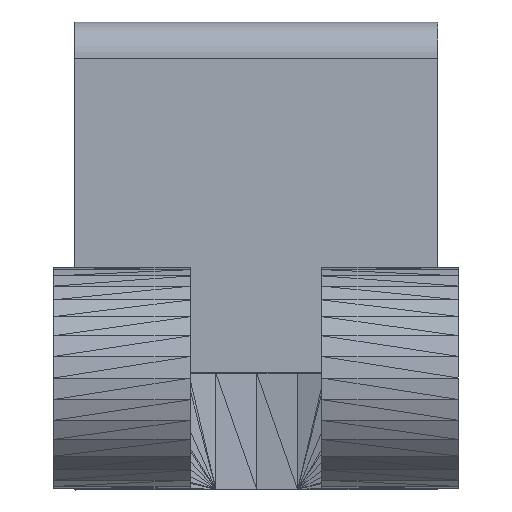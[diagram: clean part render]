
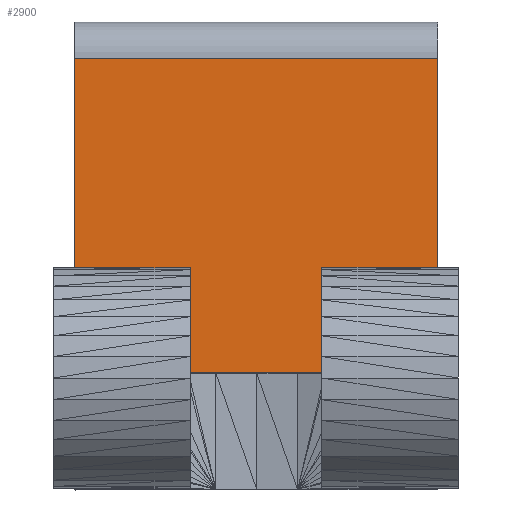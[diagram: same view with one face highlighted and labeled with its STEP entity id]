
A CAD part, front view. The second image highlights one B-rep face of the part: STEP entity #2900.
In plain terms, the highlighted planar face has unit normal (0, -1, 0).
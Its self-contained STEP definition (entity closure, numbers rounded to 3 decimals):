
#292 = CARTESIAN_POINT ( 'NONE',  ( 669.065, 980.485, 25.265 ) ) ;
#369 = EDGE_CURVE ( 'NONE', #16392, #3697, #18956, .T. ) ;
#587 = VECTOR ( 'NONE', #18725, 1000. ) ;
#719 = ORIENTED_EDGE ( 'NONE', *, *, #2039, .F. ) ;
#1021 = CARTESIAN_POINT ( 'NONE',  ( 669.065, 980.485, 15.535 ) ) ;
#1627 = CARTESIAN_POINT ( 'NONE',  ( 679.15, 980.485, 25.265 ) ) ;
#1992 = ORIENTED_EDGE ( 'NONE', *, *, #19109, .F. ) ;
#2009 = AXIS2_PLACEMENT_3D ( 'NONE', #292, #11004, #21281 ) ;
#2021 = PLANE ( 'NONE',  #2009 ) ;
#2039 = EDGE_CURVE ( 'NONE', #4948, #17084, #7159, .T. ) ;
#2091 = ORIENTED_EDGE ( 'NONE', *, *, #369, .T. ) ;
#2900 = ADVANCED_FACE ( 'NONE', ( #7218 ), #2021, .F. ) ;
#2993 = VECTOR ( 'NONE', #8377, 1000. ) ;
#3352 = DIRECTION ( 'NONE',  ( 0., 0., -1. ) ) ;
#3697 = VERTEX_POINT ( 'NONE', #9815 ) ;
#4420 = VECTOR ( 'NONE', #22150, 1000. ) ;
#4948 = VERTEX_POINT ( 'NONE', #20992 ) ;
#5019 = ORIENTED_EDGE ( 'NONE', *, *, #10317, .T. ) ;
#5986 = LINE ( 'NONE', #11172, #22468 ) ;
#6071 = ORIENTED_EDGE ( 'NONE', *, *, #7981, .F. ) ;
#7159 = LINE ( 'NONE', #8877, #19543 ) ;
#7218 = FACE_OUTER_BOUND ( 'NONE', #20996, .T. ) ;
#7981 = EDGE_CURVE ( 'NONE', #13594, #4948, #12933, .T. ) ;
#8346 = EDGE_CURVE ( 'NONE', #11975, #20224, #5986, .T. ) ;
#8377 = DIRECTION ( 'NONE',  ( 0., 0., -1. ) ) ;
#8433 = LINE ( 'NONE', #1627, #8773 ) ;
#8773 = VECTOR ( 'NONE', #3352, 1000. ) ;
#8877 = CARTESIAN_POINT ( 'NONE',  ( 676.628, 980.485, 15.535 ) ) ;
#9107 = VECTOR ( 'NONE', #20805, 1000. ) ;
#9815 = CARTESIAN_POINT ( 'NONE',  ( 669.065, 980.485, 24.265 ) ) ;
#9850 = LINE ( 'NONE', #18620, #9107 ) ;
#10317 = EDGE_CURVE ( 'NONE', #20224, #17084, #9850, .T. ) ;
#10389 = DIRECTION ( 'NONE',  ( -1., 0., 0. ) ) ;
#11004 = DIRECTION ( 'NONE',  ( 0., 1., 0. ) ) ;
#11172 = CARTESIAN_POINT ( 'NONE',  ( 669.065, 980.485, 15.535 ) ) ;
#11283 = DIRECTION ( 'NONE',  ( 1., 0., 0. ) ) ;
#11975 = VERTEX_POINT ( 'NONE', #1021 ) ;
#12471 = EDGE_CURVE ( 'NONE', #3697, #11975, #20489, .T. ) ;
#12933 = LINE ( 'NONE', #15108, #4420 ) ;
#13583 = CARTESIAN_POINT ( 'NONE',  ( 679.15, 980.485, 15.535 ) ) ;
#13594 = VERTEX_POINT ( 'NONE', #13583 ) ;
#13651 = CARTESIAN_POINT ( 'NONE',  ( 669.065, 980.485, 24.265 ) ) ;
#15108 = CARTESIAN_POINT ( 'NONE',  ( 679.15, 980.485, 15.535 ) ) ;
#16392 = VERTEX_POINT ( 'NONE', #18203 ) ;
#17084 = VERTEX_POINT ( 'NONE', #21958 ) ;
#18203 = CARTESIAN_POINT ( 'NONE',  ( 679.15, 980.485, 24.265 ) ) ;
#18620 = CARTESIAN_POINT ( 'NONE',  ( 671.586, 980.485, 15.535 ) ) ;
#18725 = DIRECTION ( 'NONE',  ( -1., 0., 0. ) ) ;
#18956 = LINE ( 'NONE', #13651, #587 ) ;
#19046 = CARTESIAN_POINT ( 'NONE',  ( 671.586, 980.485, 15.535 ) ) ;
#19109 = EDGE_CURVE ( 'NONE', #16392, #13594, #8433, .T. ) ;
#19112 = ORIENTED_EDGE ( 'NONE', *, *, #12471, .T. ) ;
#19543 = VECTOR ( 'NONE', #10389, 1000. ) ;
#20224 = VERTEX_POINT ( 'NONE', #19046 ) ;
#20489 = LINE ( 'NONE', #20599, #2993 ) ;
#20599 = CARTESIAN_POINT ( 'NONE',  ( 669.065, 980.485, 25.265 ) ) ;
#20805 = DIRECTION ( 'NONE',  ( 1., 0., 0. ) ) ;
#20992 = CARTESIAN_POINT ( 'NONE',  ( 676.628, 980.485, 15.535 ) ) ;
#20996 = EDGE_LOOP ( 'NONE', ( #1992, #2091, #19112, #21101, #5019, #719, #6071 ) ) ;
#21101 = ORIENTED_EDGE ( 'NONE', *, *, #8346, .T. ) ;
#21281 = DIRECTION ( 'NONE',  ( 0., 0., 1. ) ) ;
#21958 = CARTESIAN_POINT ( 'NONE',  ( 674.107, 980.485, 15.535 ) ) ;
#22150 = DIRECTION ( 'NONE',  ( -1., 0., 0. ) ) ;
#22468 = VECTOR ( 'NONE', #11283, 1000. ) ;
